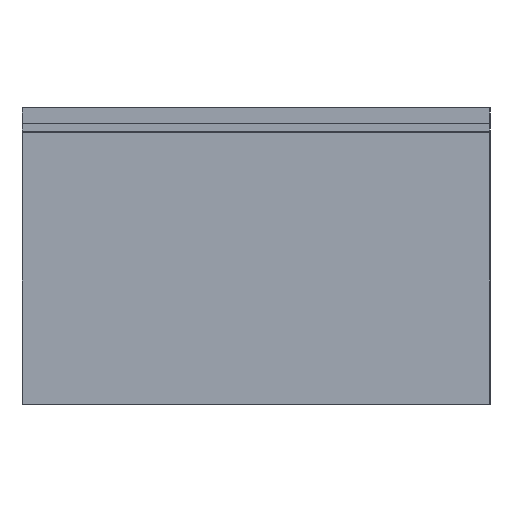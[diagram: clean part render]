
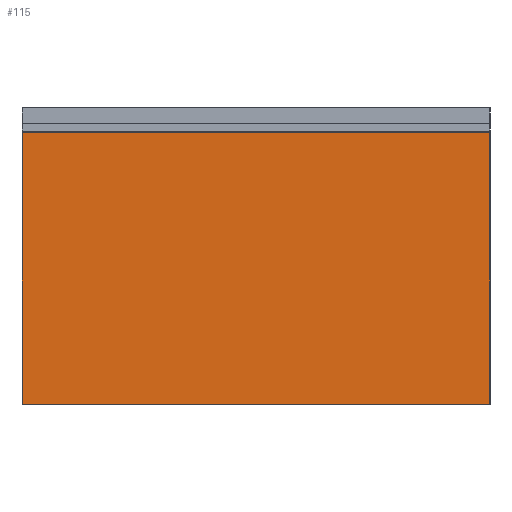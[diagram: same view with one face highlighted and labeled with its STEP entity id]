
A CAD part, left-side view. The second image highlights one B-rep face of the part: STEP entity #115.
In plain terms, the highlighted planar face has unit normal (-1, 0, 0).
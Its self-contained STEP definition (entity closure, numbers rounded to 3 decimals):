
#43 = EDGE_CURVE('',#44,#46,#48,.T.);
#44 = VERTEX_POINT('',#45);
#45 = CARTESIAN_POINT('',(0.,0.,0.));
#46 = VERTEX_POINT('',#47);
#47 = CARTESIAN_POINT('',(0.,0.,26.1));
#48 = LINE('',#49,#50);
#49 = CARTESIAN_POINT('',(0.,0.,0.));
#50 = VECTOR('',#51,1.);
#51 = DIRECTION('',(0.,0.,1.));
#115 = ADVANCED_FACE('',(#116),#141,.F.);
#116 = FACE_BOUND('',#117,.F.);
#117 = EDGE_LOOP('',(#118,#128,#134,#135));
#118 = ORIENTED_EDGE('',*,*,#119,.T.);
#119 = EDGE_CURVE('',#120,#122,#124,.T.);
#120 = VERTEX_POINT('',#121);
#121 = CARTESIAN_POINT('',(0.,45.,0.));
#122 = VERTEX_POINT('',#123);
#123 = CARTESIAN_POINT('',(0.,45.,26.1));
#124 = LINE('',#125,#126);
#125 = CARTESIAN_POINT('',(0.,45.,0.));
#126 = VECTOR('',#127,1.);
#127 = DIRECTION('',(0.,0.,1.));
#128 = ORIENTED_EDGE('',*,*,#129,.T.);
#129 = EDGE_CURVE('',#122,#46,#130,.T.);
#130 = LINE('',#131,#132);
#131 = CARTESIAN_POINT('',(0.,45.,26.1));
#132 = VECTOR('',#133,1.);
#133 = DIRECTION('',(0.,-1.,0.));
#134 = ORIENTED_EDGE('',*,*,#43,.F.);
#135 = ORIENTED_EDGE('',*,*,#136,.F.);
#136 = EDGE_CURVE('',#120,#44,#137,.T.);
#137 = LINE('',#138,#139);
#138 = CARTESIAN_POINT('',(0.,45.,0.));
#139 = VECTOR('',#140,1.);
#140 = DIRECTION('',(0.,-1.,0.));
#141 = PLANE('',#142);
#142 = AXIS2_PLACEMENT_3D('',#143,#144,#145);
#143 = CARTESIAN_POINT('',(0.,45.,0.));
#144 = DIRECTION('',(1.,0.,0.));
#145 = DIRECTION('',(0.,-1.,0.));
